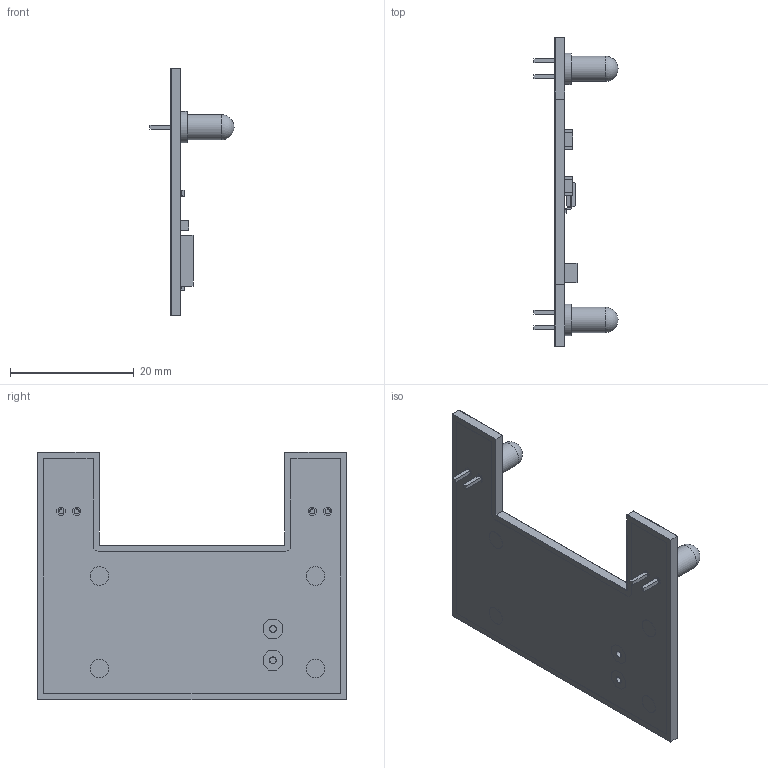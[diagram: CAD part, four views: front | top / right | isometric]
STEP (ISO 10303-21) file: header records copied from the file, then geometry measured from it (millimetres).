
FILE_DESCRIPTION(/* description */ (''),/* implementation_level */ '2;1');
FILE_NAME(/* name */ 'Eagle tutorial video v5.step',/* time_stamp */ '2024-06-26T18:03:45+05:30',/* author */ (''),/* organization */ (''),/* preprocessor_version */ 'ST-DEVELOPER v20',/* originating_system */ 'Autodesk Translation Framework v13.14.0.145',/* authorisation */ '');
FILE_SCHEMA (('AUTOMOTIVE_DESIGN { 1 0 10303 214 3 1 1 }'));
Length unit declared in the file: millimetre
Products named in the file (12): Eagle tutorial video; Board; 1-soldermask; 16-soldermask; Packages; AB9V; LED5MM; SO08; C1206; R0603; 1-copper; 16-copper
Assembly tree (16 placements, depth 3):
  Eagle tutorial video
    Board
    1-soldermask
    16-soldermask
    Packages
      AB9V
      LED5MM  x2
      SO08
      C1206  x2
      R0603  x4
    1-copper
    16-copper
Bounding box: 13.6 x 50 x 40 mm (x, y, z)
Volume: 2835.5 mm3; surface area: 14159 mm2
Topology: 36 solids, 36 shells, 1565 faces, 4207 edges, 2727 vertices
Faces by surface type: plane 1167, cylinder 332, sphere 66
Full cylindrical faces by diameter (mm): 0.743 x16, 0.813 x16, 1.048 x8, 1.118 x8, 3 x12, 4.1 x2, 5.1 x2
Entity records: 44181 total; most frequent: CARTESIAN_POINT 7715, ORIENTED_EDGE 7618, DIRECTION 7118, EDGE_CURVE 3809, LINE 3290, VECTOR 3290, VERTEX_POINT 2511, AXIS2_PLACEMENT_3D 1914
